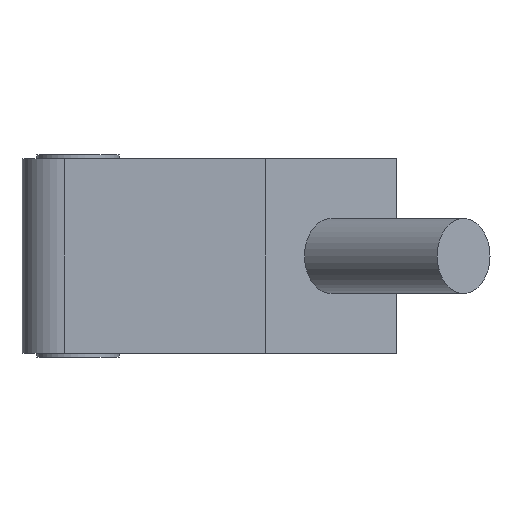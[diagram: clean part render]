
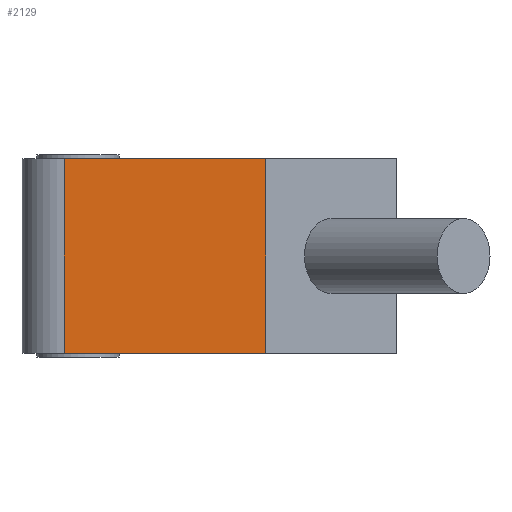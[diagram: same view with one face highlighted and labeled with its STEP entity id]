
A CAD part, front view. The second image highlights one B-rep face of the part: STEP entity #2129.
In plain terms, the highlighted planar face has unit normal (0, -1, 0).
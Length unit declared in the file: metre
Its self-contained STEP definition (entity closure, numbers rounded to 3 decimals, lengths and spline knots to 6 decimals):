
#169=PLANE('',#2235);
#279=FACE_OUTER_BOUND('',#413,.T.);
#413=EDGE_LOOP('',(#1784,#1785,#1786,#1787));
#487=LINE('',#2758,#693);
#495=LINE('',#2775,#701);
#613=LINE('',#3597,#819);
#617=LINE('',#3606,#823);
#693=VECTOR('',#2312,0.0104);
#701=VECTOR('',#2324,0.01075);
#819=VECTOR('',#2530,0.0104);
#823=VECTOR('',#2540,0.01075);
#924=VERTEX_POINT('',#2751);
#927=VERTEX_POINT('',#2756);
#934=VERTEX_POINT('',#2774);
#1058=VERTEX_POINT('',#3596);
#1125=EDGE_CURVE('',#927,#924,#487,.T.);
#1133=EDGE_CURVE('',#924,#934,#495,.T.);
#1315=EDGE_CURVE('',#1058,#934,#613,.T.);
#1320=EDGE_CURVE('',#927,#1058,#617,.T.);
#1784=ORIENTED_EDGE('',*,*,#1125,.F.);
#1785=ORIENTED_EDGE('',*,*,#1320,.T.);
#1786=ORIENTED_EDGE('',*,*,#1315,.T.);
#1787=ORIENTED_EDGE('',*,*,#1133,.F.);
#2129=ADVANCED_FACE('',(#279),#169,.T.);
#2235=AXIS2_PLACEMENT_3D('',#3605,#2538,#2539);
#2312=DIRECTION('',(0.,0.,1.));
#2324=DIRECTION('',(1.,0.,0.));
#2530=DIRECTION('',(0.,0.,1.));
#2538=DIRECTION('center_axis',(0.,-1.,0.));
#2539=DIRECTION('ref_axis',(0.,0.,-1.));
#2540=DIRECTION('',(1.,0.,0.));
#2751=CARTESIAN_POINT('',(-0.00075,-0.0028,0.0052));
#2756=CARTESIAN_POINT('',(-0.00075,-0.0028,-0.0052));
#2758=CARTESIAN_POINT('',(-0.00075,-0.0028,-0.0052));
#2774=CARTESIAN_POINT('',(0.01,-0.0028,0.0052));
#2775=CARTESIAN_POINT('',(-0.003,-0.0028,0.0052));
#3596=CARTESIAN_POINT('',(0.01,-0.0028,-0.0052));
#3597=CARTESIAN_POINT('',(0.01,-0.0028,-0.0052));
#3605=CARTESIAN_POINT('Origin',(-0.003,-0.0028,-0.0052));
#3606=CARTESIAN_POINT('',(-0.003,-0.0028,-0.0052));
